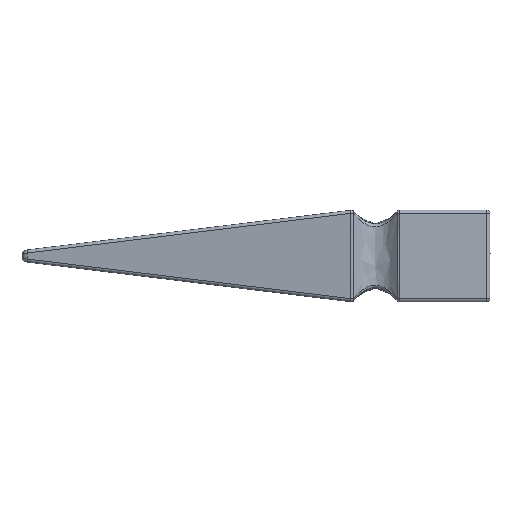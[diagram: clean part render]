
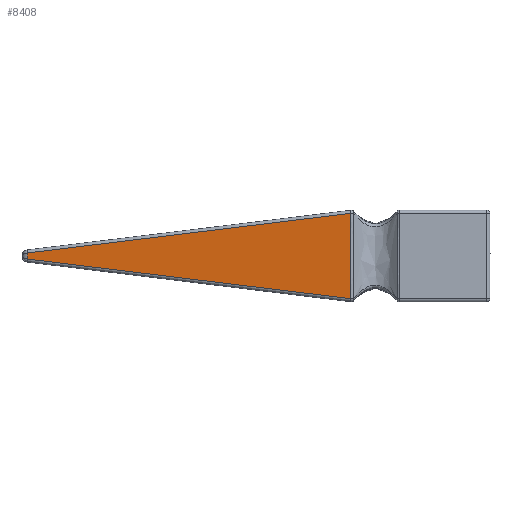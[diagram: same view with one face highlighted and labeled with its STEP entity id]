
A CAD part, left-side view. The second image highlights one B-rep face of the part: STEP entity #8408.
In plain terms, the highlighted planar face has unit normal (-0.993, 0.122, 0).
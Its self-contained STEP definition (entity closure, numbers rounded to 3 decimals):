
#116 = LINE ( 'NONE', #6956, #8076 ) ;
#889 = CARTESIAN_POINT ( 'NONE',  ( -14.935, -30.966, -4.647 ) ) ;
#1909 = CARTESIAN_POINT ( 'NONE',  ( -2., 74.625, 1.007 ) ) ;
#1970 = CARTESIAN_POINT ( 'NONE',  ( -14.935, -30.966, 13.942 ) ) ;
#2209 = ORIENTED_EDGE ( 'NONE', *, *, #8659, .T. ) ;
#2248 = LINE ( 'NONE', #5143, #10077 ) ;
#2456 = ORIENTED_EDGE ( 'NONE', *, *, #8005, .T. ) ;
#3118 = DIRECTION ( 'NONE',  ( -0.122, -0.993, 0. ) ) ;
#3411 = EDGE_CURVE ( 'NONE', #6188, #9281, #2248, .T. ) ;
#3568 = VERTEX_POINT ( 'NONE', #9801 ) ;
#3779 = VERTEX_POINT ( 'NONE', #9144 ) ;
#4358 = CARTESIAN_POINT ( 'NONE',  ( -1.985, 74.743, -0.993 ) ) ;
#4363 = EDGE_CURVE ( 'NONE', #3779, #3568, #7899, .T. ) ;
#4944 = DIRECTION ( 'NONE',  ( -0.121, -0.985, -0.121 ) ) ;
#5055 = PLANE ( 'NONE',  #6384 ) ;
#5143 = CARTESIAN_POINT ( 'NONE',  ( -1.985, 74.743, -15. ) ) ;
#6100 = DIRECTION ( 'NONE',  ( -0.993, 0.122, 0. ) ) ;
#6188 = VERTEX_POINT ( 'NONE', #4358 ) ;
#6384 = AXIS2_PLACEMENT_3D ( 'NONE', #9003, #6100, #3118 ) ;
#6956 = CARTESIAN_POINT ( 'NONE',  ( -11.05, 0.748, -10.057 ) ) ;
#7484 = ORIENTED_EDGE ( 'NONE', *, *, #3411, .F. ) ;
#7527 = EDGE_LOOP ( 'NONE', ( #2209, #8901, #2456, #7484 ) ) ;
#7819 = DIRECTION ( 'NONE',  ( 0.121, 0.985, -0.121 ) ) ;
#7899 = B_SPLINE_CURVE_WITH_KNOTS ( 'NONE', 3,
 ( #11729, #889, #12664, #1970 ),
 .UNSPECIFIED., .F., .F.,
 ( 4, 4 ),
 ( 0., 0.028 ),
 .UNSPECIFIED. ) ;
#7940 = FACE_OUTER_BOUND ( 'NONE', #7527, .T. ) ;
#8005 = EDGE_CURVE ( 'NONE', #3568, #9281, #10688, .T. ) ;
#8041 = DIRECTION ( 'NONE',  ( 0., 0., 1. ) ) ;
#8076 = VECTOR ( 'NONE', #4944, 1000. ) ;
#8087 = VECTOR ( 'NONE', #7819, 1000. ) ;
#8408 = ADVANCED_FACE ( 'NONE', ( #7940 ), #5055, .T. ) ;
#8659 = EDGE_CURVE ( 'NONE', #6188, #3779, #116, .T. ) ;
#8901 = ORIENTED_EDGE ( 'NONE', *, *, #4363, .T. ) ;
#9003 = CARTESIAN_POINT ( 'NONE',  ( -10.977, 1.345, -15. ) ) ;
#9144 = CARTESIAN_POINT ( 'NONE',  ( -14.935, -30.966, -13.942 ) ) ;
#9281 = VERTEX_POINT ( 'NONE', #12037 ) ;
#9801 = CARTESIAN_POINT ( 'NONE',  ( -14.935, -30.966, 13.942 ) ) ;
#10077 = VECTOR ( 'NONE', #8041, 1000. ) ;
#10688 = LINE ( 'NONE', #1909, #8087 ) ;
#11729 = CARTESIAN_POINT ( 'NONE',  ( -14.935, -30.966, -13.942 ) ) ;
#12037 = CARTESIAN_POINT ( 'NONE',  ( -1.985, 74.743, 0.993 ) ) ;
#12664 = CARTESIAN_POINT ( 'NONE',  ( -14.935, -30.966, 4.647 ) ) ;
